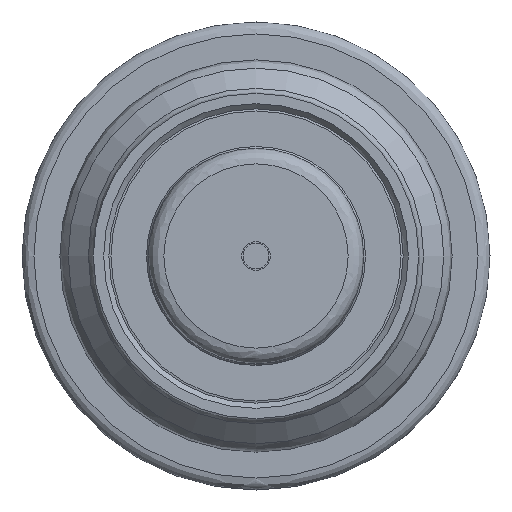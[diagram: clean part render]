
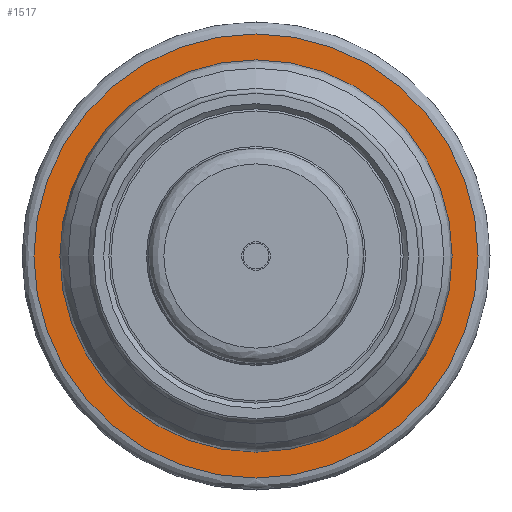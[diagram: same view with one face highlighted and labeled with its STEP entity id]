
A CAD part, left-side view. The second image highlights one B-rep face of the part: STEP entity #1517.
In plain terms, the highlighted planar face has unit normal (-1, 0, 0).
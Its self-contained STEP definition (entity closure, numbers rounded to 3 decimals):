
#1376=CARTESIAN_POINT('',(38.0,0.0,30.55));
#1377=VERTEX_POINT('',#1376);
#1378=CARTESIAN_POINT('',(38.0,0.,-30.55));
#1379=VERTEX_POINT('',#1378);
#1380=CARTESIAN_POINT('',(38.0,0.0,0.0));
#1381=DIRECTION('',(1.0,0.,0.0));
#1382=DIRECTION('',(0.0,0.0,-1.0));
#1383=AXIS2_PLACEMENT_3D('',#1380,#1381,#1382);
#1384=CIRCLE('',#1383,30.55);
#1385=EDGE_CURVE('',#1377,#1379,#1384,.T.);
#1387=CARTESIAN_POINT('',(38.0,0.0,0.0));
#1388=DIRECTION('',(1.0,0.,0.0));
#1389=DIRECTION('',(0.0,0.0,-1.0));
#1390=AXIS2_PLACEMENT_3D('',#1387,#1388,#1389);
#1391=CIRCLE('',#1390,30.55);
#1392=EDGE_CURVE('',#1379,#1377,#1391,.T.);
#1488=CARTESIAN_POINT('',(38.0,-90.2,90.2));
#1489=DIRECTION('',(-1.0,0.0,0.0));
#1490=DIRECTION('',(0.0,1.0,0.0));
#1491=AXIS2_PLACEMENT_3D('',#1488,#1489,#1490);
#1492=PLANE('',#1491);
#1493=CARTESIAN_POINT('',(38.0,0.0,42.8));
#1494=VERTEX_POINT('',#1493);
#1495=CARTESIAN_POINT('',(38.0,0.0,-42.8));
#1496=VERTEX_POINT('',#1495);
#1497=CARTESIAN_POINT('',(38.0,0.0,0.0));
#1498=DIRECTION('',(1.0,0.,0.0));
#1499=DIRECTION('',(0.0,0.0,-1.0));
#1500=AXIS2_PLACEMENT_3D('',#1497,#1498,#1499);
#1501=CIRCLE('',#1500,42.8);
#1502=EDGE_CURVE('',#1494,#1496,#1501,.T.);
#1503=ORIENTED_EDGE('',*,*,#1502,.F.);
#1504=CARTESIAN_POINT('',(38.0,0.0,0.0));
#1505=DIRECTION('',(1.0,0.,0.0));
#1506=DIRECTION('',(0.0,0.0,-1.0));
#1507=AXIS2_PLACEMENT_3D('',#1504,#1505,#1506);
#1508=CIRCLE('',#1507,42.8);
#1509=EDGE_CURVE('',#1496,#1494,#1508,.T.);
#1510=ORIENTED_EDGE('',*,*,#1509,.F.);
#1511=EDGE_LOOP('',(#1503,#1510));
#1512=FACE_OUTER_BOUND('',#1511,.T.);
#1513=ORIENTED_EDGE('',*,*,#1392,.T.);
#1514=ORIENTED_EDGE('',*,*,#1385,.T.);
#1515=EDGE_LOOP('',(#1513,#1514));
#1516=FACE_BOUND('',#1515,.T.);
#1517=ADVANCED_FACE('',(#1512,#1516),#1492,.T.);
